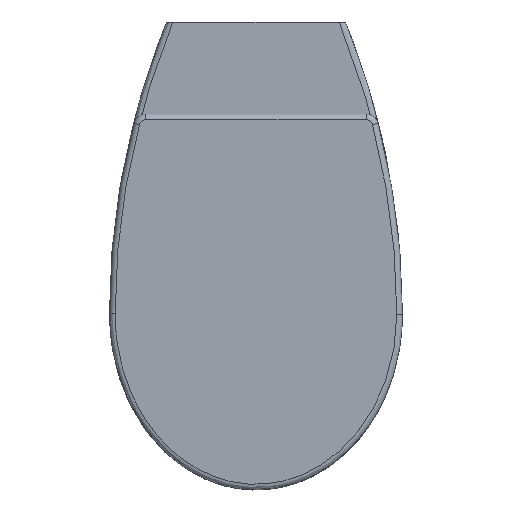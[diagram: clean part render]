
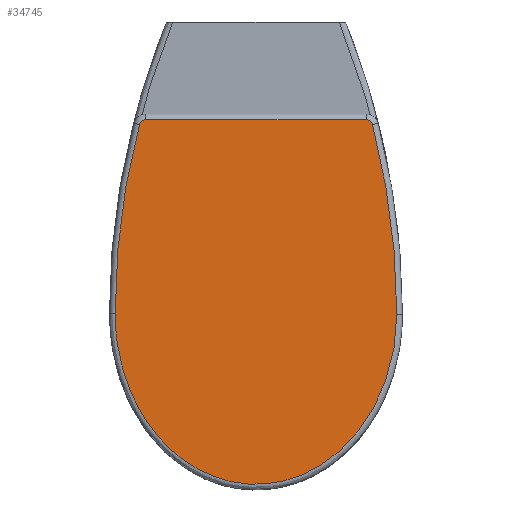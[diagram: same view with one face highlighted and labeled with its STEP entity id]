
A CAD part, top view. The second image highlights one B-rep face of the part: STEP entity #34745.
In plain terms, the highlighted planar face has unit normal (0, 0, 1).
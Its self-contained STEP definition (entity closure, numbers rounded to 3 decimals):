
#34451=CARTESIAN_POINT('',(-359.512,-70.688,15.0));
#34452=VERTEX_POINT('',#34451);
#34460=CARTESIAN_POINT('',(-358.919,275.64,15.0));
#34461=VERTEX_POINT('',#34460);
#34462=CARTESIAN_POINT('',(-359.512,-70.688,15.0));
#34463=CARTESIAN_POINT('',(-367.308,-70.688,15.0));
#34464=CARTESIAN_POINT('',(-382.979,-69.958,15.));
#34465=CARTESIAN_POINT('',(-408.996,-66.284,15.));
#34466=CARTESIAN_POINT('',(-431.912,-60.392,15.));
#34467=CARTESIAN_POINT('',(-447.841,-54.562,15.));
#34468=CARTESIAN_POINT('',(-455.042,-51.574,15.));
#34469=CARTESIAN_POINT('',(-459.815,-49.498,15.));
#34470=CARTESIAN_POINT('',(-463.365,-47.842,15.0));
#34471=CARTESIAN_POINT('',(-465.714,-46.696,15.0));
#34472=CARTESIAN_POINT('',(-479.272,-40.079,15.0));
#34473=CARTESIAN_POINT('',(-493.868,-30.995,15.));
#34474=CARTESIAN_POINT('',(-508.495,-19.076,15.));
#34475=CARTESIAN_POINT('',(-514.198,-14.15,15.));
#34476=CARTESIAN_POINT('',(-518.98,-9.636,15.));
#34477=CARTESIAN_POINT('',(-522.921,-5.622,15.));
#34478=CARTESIAN_POINT('',(-525.514,-2.897,15.0));
#34479=CARTESIAN_POINT('',(-527.413,-0.806,15.0));
#34480=CARTESIAN_POINT('',(-528.659,0.61,15.0));
#34481=CARTESIAN_POINT('',(-532.989,5.535,15.0));
#34482=CARTESIAN_POINT('',(-539.091,13.321,15.));
#34483=CARTESIAN_POINT('',(-547.182,25.735,15.));
#34484=CARTESIAN_POINT('',(-551.939,34.371,15.));
#34485=CARTESIAN_POINT('',(-555.262,41.395,15.));
#34486=CARTESIAN_POINT('',(-557.233,45.876,15.));
#34487=CARTESIAN_POINT('',(-559.67,51.926,15.));
#34488=CARTESIAN_POINT('',(-561.399,56.97,15.0));
#34489=CARTESIAN_POINT('',(-562.357,60.111,15.0));
#34490=CARTESIAN_POINT('',(-564.157,66.007,15.0));
#34491=CARTESIAN_POINT('',(-567.49,80.079,15.));
#34492=CARTESIAN_POINT('',(-568.732,94.469,15.0));
#34493=CARTESIAN_POINT('',(-568.724,102.63,15.0));
#34494=CARTESIAN_POINT('',(-568.722,104.412,15.0));
#34495=CARTESIAN_POINT('',(-568.651,107.98,15.));
#34496=CARTESIAN_POINT('',(-568.24,115.129,15.));
#34497=CARTESIAN_POINT('',(-567.02,125.839,15.));
#34498=CARTESIAN_POINT('',(-565.176,134.662,15.0));
#34499=CARTESIAN_POINT('',(-563.783,139.869,15.0));
#34500=CARTESIAN_POINT('',(-562.494,144.688,15.0));
#34501=CARTESIAN_POINT('',(-560.484,150.917,15.));
#34502=CARTESIAN_POINT('',(-557.757,157.822,15.0));
#34503=CARTESIAN_POINT('',(-554.861,164.664,15.));
#34504=CARTESIAN_POINT('',(-550.053,174.434,15.));
#34505=CARTESIAN_POINT('',(-544.827,182.948,15.0));
#34506=CARTESIAN_POINT('',(-542.031,187.079,15.0));
#34507=CARTESIAN_POINT('',(-540.164,189.836,15.0));
#34508=CARTESIAN_POINT('',(-536.269,195.239,15.));
#34509=CARTESIAN_POINT('',(-531.028,201.685,15.));
#34510=CARTESIAN_POINT('',(-526.643,206.64,15.0));
#34511=CARTESIAN_POINT('',(-522.131,211.465,15.));
#34512=CARTESIAN_POINT('',(-516.229,217.283,15.));
#34513=CARTESIAN_POINT('',(-506.287,226.1,15.));
#34514=CARTESIAN_POINT('',(-498.315,232.144,15.0));
#34515=CARTESIAN_POINT('',(-492.823,235.904,15.0));
#34516=CARTESIAN_POINT('',(-486.191,240.444,15.0));
#34517=CARTESIAN_POINT('',(-477.579,245.634,15.));
#34518=CARTESIAN_POINT('',(-466.934,251.091,15.));
#34519=CARTESIAN_POINT('',(-462.427,253.25,15.));
#34520=CARTESIAN_POINT('',(-458.784,254.906,15.));
#34521=CARTESIAN_POINT('',(-451.449,258.122,15.));
#34522=CARTESIAN_POINT('',(-437.384,263.527,15.));
#34523=CARTESIAN_POINT('',(-423.821,267.386,15.0));
#34524=CARTESIAN_POINT('',(-415.993,269.204,15.0));
#34525=CARTESIAN_POINT('',(-410.628,270.45,15.0));
#34526=CARTESIAN_POINT('',(-402.525,272.043,15.));
#34527=CARTESIAN_POINT('',(-391.676,273.621,15.));
#34528=CARTESIAN_POINT('',(-383.529,274.536,15.));
#34529=CARTESIAN_POINT('',(-372.617,275.402,15.));
#34530=CARTESIAN_POINT('',(-364.41,275.652,15.0));
#34531=CARTESIAN_POINT('',(-358.944,275.64,15.0));
#34532=CARTESIAN_POINT('',(-358.935,275.64,15.0));
#34533=CARTESIAN_POINT('',(-358.927,275.64,15.0));
#34534=CARTESIAN_POINT('',(-358.919,275.64,15.0));
#34535=B_SPLINE_CURVE_WITH_KNOTS('',3,(#34462,#34463,#34464,#34465,#34466,#34467,#34468,#34469,#34470,#34471,#34472,#34473,#34474,#34475,#34476,#34477,#34478,#34479,#34480,#34481,#34482,#34483,#34484,#34485,#34486,#34487,#34488,#34489,#34490,#34491,#34492,#34493,#34494,#34495,#34496,#34497,#34498,#34499,#34500,#34501,#34502,#34503,#34504,#34505,#34506,#34507,#34508,#34509,#34510,#34511,#34512,#34513,#34514,#34515,#34516,#34517,#34518,#34519,#34520,#34521,#34522,#34523,#34524,#34525,#34526,#34527,#34528,#34529,#34530,#34531,#34532,#34533,#34534),.UNSPECIFIED.,.F.,.U.,(4,1,1,1,1,1,1,3,1,1,1,1,1,1,3,1,1,1,1,1,1,3,1,3,1,1,1,3,1,1,1,1,3,1,1,1,1,1,1,3,1,1,1,1,1,1,3,1,1,1,1,3,4),(0.0,2.339,4.678,7.796,9.355,9.745,10.135,10.914,15.414,15.976,16.539,17.664,17.945,18.226,18.789,20.744,21.722,23.189,23.678,24.044,24.656,25.633,27.469,29.917,30.451,30.986,32.056,33.66,35.144,35.608,35.886,37.37,38.855,39.846,40.836,41.332,41.827,42.818,43.809,45.79,48.183,48.782,49.38,49.679,49.978,51.773,54.166,55.806,56.626,57.446,58.266,59.906,59.909),.UNSPECIFIED.);
#34536=EDGE_CURVE('',#34452,#34461,#34535,.T.);
#34563=CARTESIAN_POINT('',(-126.313,-40.701,15.0));
#34564=VERTEX_POINT('',#34563);
#34572=CARTESIAN_POINT('',(-359.486,850.844,15.0));
#34573=DIRECTION('',(0.0,0.0,-1.));
#34574=DIRECTION('',(0.128,-0.992,0.0));
#34575=AXIS2_PLACEMENT_3D('',#34572,#34573,#34574);
#34576=CIRCLE('',#34575,921.532);
#34577=EDGE_CURVE('',#34564,#34452,#34576,.T.);
#34595=CARTESIAN_POINT('',(-126.274,245.706,15.0));
#34596=VERTEX_POINT('',#34595);
#34606=CARTESIAN_POINT('',(-354.576,-609.613,15.0));
#34607=DIRECTION('',(0.0,0.0,-1.));
#34608=DIRECTION('',(0.128,0.992,0.0));
#34609=AXIS2_PLACEMENT_3D('',#34606,#34607,#34608);
#34610=CIRCLE('',#34609,885.264);
#34611=EDGE_CURVE('',#34461,#34596,#34610,.T.);
#34623=CARTESIAN_POINT('',(-120.337,-32.961,15.0));
#34624=VERTEX_POINT('',#34623);
#34632=CARTESIAN_POINT('',(-128.337,-32.961,15.0));
#34633=DIRECTION('',(0.0,0.0,-1.0));
#34634=DIRECTION('',(0.792,-0.611,0.0));
#34635=AXIS2_PLACEMENT_3D('',#34632,#34633,#34634);
#34636=CIRCLE('',#34635,8.);
#34637=EDGE_CURVE('',#34624,#34564,#34636,.T.);
#34655=CARTESIAN_POINT('',(-120.337,237.976,15.0));
#34656=VERTEX_POINT('',#34655);
#34666=CARTESIAN_POINT('',(-128.337,237.976,15.0));
#34667=DIRECTION('',(0.0,0.0,-1.0));
#34668=DIRECTION('',(0.793,0.609,0.0));
#34669=AXIS2_PLACEMENT_3D('',#34666,#34667,#34668);
#34670=CIRCLE('',#34669,8.);
#34671=EDGE_CURVE('',#34596,#34656,#34670,.T.);
#34689=CARTESIAN_POINT('',(-120.337,237.976,15.0));
#34690=DIRECTION('',(0.0,-1.0,0.0));
#34691=VECTOR('',#34690,270.937);
#34692=LINE('',#34689,#34691);
#34693=EDGE_CURVE('',#34656,#34624,#34692,.T.);
#34732=CARTESIAN_POINT('',(-317.723,102.483,15.0));
#34733=DIRECTION('',(0.0,0.0,1.0));
#34734=DIRECTION('',(1.0,0.0,0.0));
#34735=AXIS2_PLACEMENT_3D('',#34732,#34733,#34734);
#34736=PLANE('',#34735);
#34737=ORIENTED_EDGE('',*,*,#34536,.F.);
#34738=ORIENTED_EDGE('',*,*,#34577,.F.);
#34739=ORIENTED_EDGE('',*,*,#34637,.F.);
#34740=ORIENTED_EDGE('',*,*,#34693,.F.);
#34741=ORIENTED_EDGE('',*,*,#34671,.F.);
#34742=ORIENTED_EDGE('',*,*,#34611,.F.);
#34743=EDGE_LOOP('',(#34737,#34738,#34739,#34740,#34741,#34742));
#34744=FACE_OUTER_BOUND('',#34743,.T.);
#34745=ADVANCED_FACE('',(#34744),#34736,.T.);
